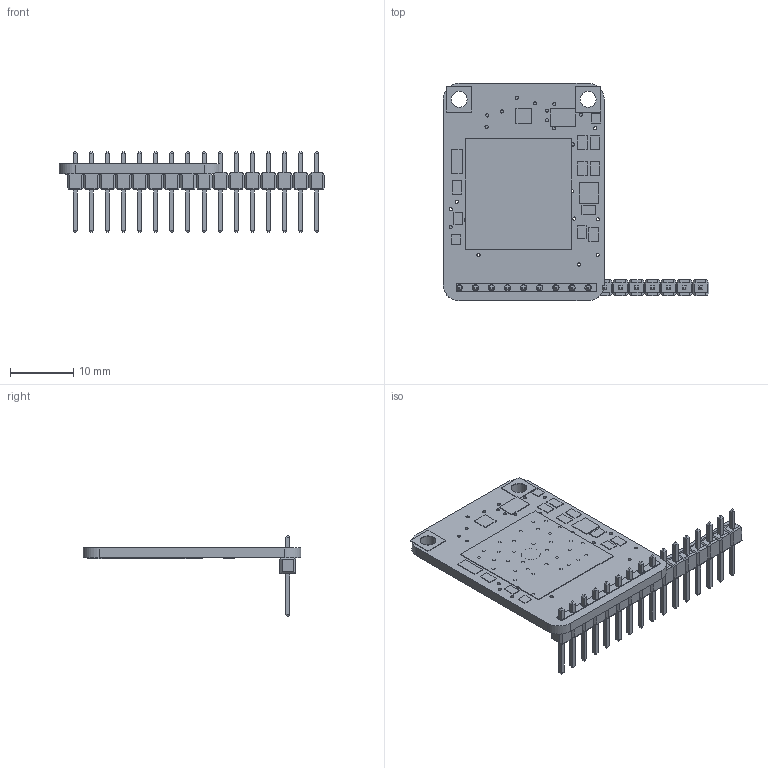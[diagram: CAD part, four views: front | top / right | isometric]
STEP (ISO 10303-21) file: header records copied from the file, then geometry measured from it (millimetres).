
FILE_DESCRIPTION(/* description */ (''),/* implementation_level */ '2;1');
FILE_NAME(/* name */ 'Adafruit Ultimate GPS v4.step',/* time_stamp */ '2023-09-28T23:12:31-04:00',/* author */ (''),/* organization */ (''),/* preprocessor_version */ 'ST-DEVELOPER v20',/* originating_system */ 'Autodesk Translation Framework v12.14.0.127',/* authorisation */ '');
FILE_SCHEMA (('AUTOMOTIVE_DESIGN { 1 0 10303 214 3 1 1 }'));
Length unit declared in the file: millimetre
Products named in the file (17): Adafruit Ultimate GPS; PCB Component; Board; FGPMMOPA6H; SOT23-5; CHIPLED_0805; 0805-NO; MOUNTINGHOLE_2.5_PLATED; SOD-323; CR1220; FIDUCIAL_1MM; ADAFRUIT_2.5MM; U.FL; 1X09_ROUND_70; PCBFEAT-REV-040; ADAFRUIT_5MM; Pin Header 1x16 TH Pitch 2.54mm
Assembly tree (25 placements, depth 3):
  Adafruit Ultimate GPS
    PCB Component
      Board
      FGPMMOPA6H
      SOT23-5
      CHIPLED_0805
      0805-NO  x7
      MOUNTINGHOLE_2.5_PLATED  x2
      SOD-323  x2
      CR1220
      FIDUCIAL_1MM  x2
      ADAFRUIT_2.5MM
      U.FL
      1X09_ROUND_70
      PCBFEAT-REV-040
      ADAFRUIT_5MM
    Pin Header 1x16 TH Pitch 2.54mm
Bounding box: 41.91 x 34.29 x 12.7 mm (x, y, z)
Volume: 1451.8 mm3; surface area: 4555.5 mm2
Topology: 39 solids, 55 shells, 803 faces, 2041 edges, 1316 vertices
Faces by surface type: plane 687, cylinder 116
Full cylindrical faces by diameter (mm): 0.5 x55, 1 x18, 2.5 x4, 3 x1
Entity records: 23386 total; most frequent: CARTESIAN_POINT 3962, DIRECTION 3804, ORIENTED_EDGE 3740, EDGE_CURVE 1930, LINE 1636, VECTOR 1636, VERTEX_POINT 1242, AXIS2_PLACEMENT_3D 1084
